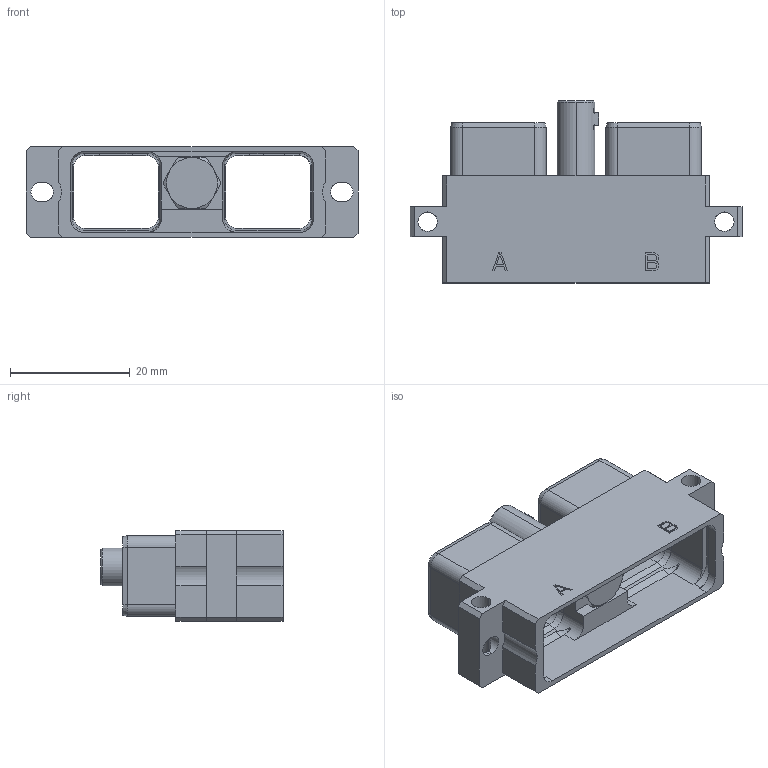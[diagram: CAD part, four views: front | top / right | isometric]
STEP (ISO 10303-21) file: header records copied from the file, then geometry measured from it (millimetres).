
FILE_DESCRIPTION((''),'2;1');
FILE_NAME('SIM2D42NG','2019-09-12T',('presta_be4'),(''),'PRO/ENGINEER BY PARAMETRIC TECHNOLOGY CORPORATION, 2014310','PRO/ENGINEER BY PARAMETRIC TECHNOLOGY CORPORATION, 2014310','');
FILE_SCHEMA(('CONFIG_CONTROL_DESIGN'));
Length unit declared in the file: millimetre
Products named in the file (1): SIM2D42NG
Bounding box: 55.4 x 30.37 x 15.16 mm (x, y, z)
Volume: 5489.3 mm3; surface area: 8517.5 mm2
Topology: 1 solids, 1 shells, 594 faces, 1644 edges, 1064 vertices
Faces by surface type: plane 432, cylinder 104, cone 52, torus 6
Entity records: 21343 total; most frequent: CARTESIAN_POINT 6074, ORIENTED_EDGE 3284, DIRECTION 2995, EDGE_CURVE 1642, VECTOR 1309, LINE 1309, VERTEX_POINT 1064, AXIS2_PLACEMENT_3D 843
